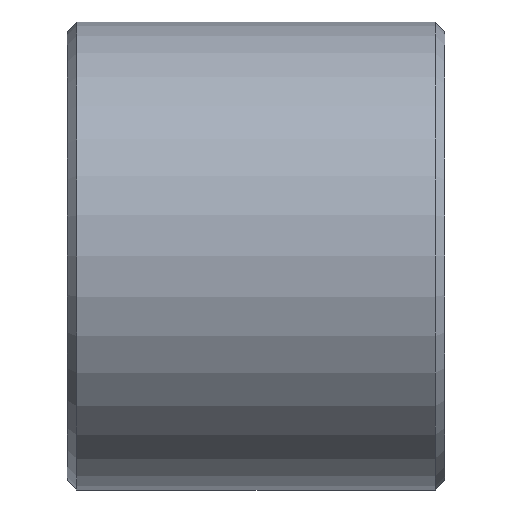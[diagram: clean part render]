
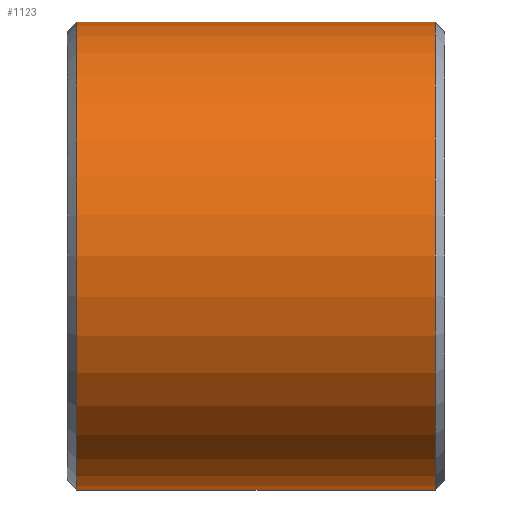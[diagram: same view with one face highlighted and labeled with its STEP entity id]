
A CAD part, left-side view. The second image highlights one B-rep face of the part: STEP entity #1123.
In plain terms, the highlighted cylindrical face has radius 7.75 mm (diameter 15.5 mm), a partial arc.
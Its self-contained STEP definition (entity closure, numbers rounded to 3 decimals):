
#17 = CARTESIAN_POINT ( 'NONE',  ( 0., 5.931, -7.75 ) ) ;
#272 = AXIS2_PLACEMENT_3D ( 'NONE', #492, #1246, #300 ) ;
#298 = ORIENTED_EDGE ( 'NONE', *, *, #1381, .T. ) ;
#300 = DIRECTION ( 'NONE',  ( 0., 0., 1. ) ) ;
#369 = ORIENTED_EDGE ( 'NONE', *, *, #1090, .T. ) ;
#466 = DIRECTION ( 'NONE',  ( 0., 0., 1. ) ) ;
#492 = CARTESIAN_POINT ( 'NONE',  ( 0., -5.931, 0. ) ) ;
#493 = VERTEX_POINT ( 'NONE', #1773 ) ;
#512 = VECTOR ( 'NONE', #768, 1000. ) ;
#561 = LINE ( 'NONE', #1967, #512 ) ;
#597 = ORIENTED_EDGE ( 'NONE', *, *, #1080, .F. ) ;
#641 = CYLINDRICAL_SURFACE ( 'NONE', #1293, 7.75 ) ;
#647 = VERTEX_POINT ( 'NONE', #1890 ) ;
#652 = CARTESIAN_POINT ( 'NONE',  ( 0., -6.25, -7.75 ) ) ;
#704 = AXIS2_PLACEMENT_3D ( 'NONE', #1991, #1224, #466 ) ;
#726 = ORIENTED_EDGE ( 'NONE', *, *, #1640, .T. ) ;
#768 = DIRECTION ( 'NONE',  ( 0., 1., 0. ) ) ;
#938 = CIRCLE ( 'NONE', #704, 7.75 ) ;
#1076 = EDGE_LOOP ( 'NONE', ( #597, #298, #726, #369 ) ) ;
#1080 = EDGE_CURVE ( 'NONE', #647, #1968, #1285, .T. ) ;
#1090 = EDGE_CURVE ( 'NONE', #1841, #1968, #938, .T. ) ;
#1123 = ADVANCED_FACE ( 'NONE', ( #2155 ), #641, .T. ) ;
#1224 = DIRECTION ( 'NONE',  ( 0., -1., 0. ) ) ;
#1246 = DIRECTION ( 'NONE',  ( 0., 1., 0. ) ) ;
#1285 = LINE ( 'NONE', #652, #1736 ) ;
#1293 = AXIS2_PLACEMENT_3D ( 'NONE', #1583, #2351, #1391 ) ;
#1381 = EDGE_CURVE ( 'NONE', #647, #493, #1776, .T. ) ;
#1391 = DIRECTION ( 'NONE',  ( 0., 0., 1. ) ) ;
#1583 = CARTESIAN_POINT ( 'NONE',  ( 0., -6.25, 0. ) ) ;
#1640 = EDGE_CURVE ( 'NONE', #493, #1841, #561, .T. ) ;
#1736 = VECTOR ( 'NONE', #2180, 1000. ) ;
#1773 = CARTESIAN_POINT ( 'NONE',  ( 0., -5.931, 7.75 ) ) ;
#1776 = CIRCLE ( 'NONE', #272, 7.75 ) ;
#1841 = VERTEX_POINT ( 'NONE', #2188 ) ;
#1890 = CARTESIAN_POINT ( 'NONE',  ( 0., -5.931, -7.75 ) ) ;
#1967 = CARTESIAN_POINT ( 'NONE',  ( 0., -6.25, 7.75 ) ) ;
#1968 = VERTEX_POINT ( 'NONE', #17 ) ;
#1991 = CARTESIAN_POINT ( 'NONE',  ( 0., 5.931, 0. ) ) ;
#2155 = FACE_OUTER_BOUND ( 'NONE', #1076, .T. ) ;
#2180 = DIRECTION ( 'NONE',  ( 0., 1., 0. ) ) ;
#2188 = CARTESIAN_POINT ( 'NONE',  ( 0., 5.931, 7.75 ) ) ;
#2351 = DIRECTION ( 'NONE',  ( 0., 1., 0. ) ) ;
